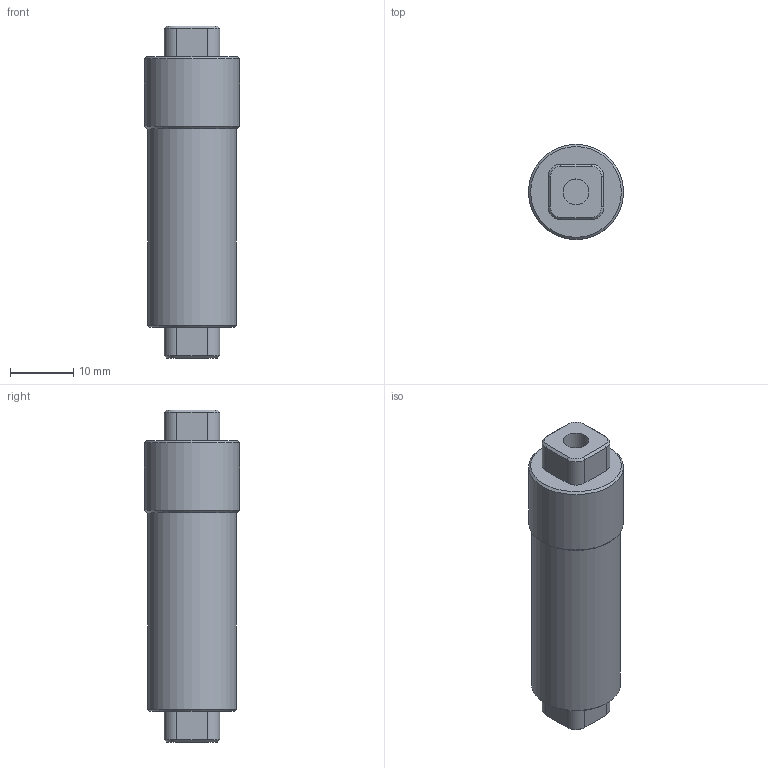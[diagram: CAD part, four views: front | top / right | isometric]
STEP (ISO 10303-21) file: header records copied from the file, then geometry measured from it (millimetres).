
FILE_DESCRIPTION(/* description */ (''),/* implementation_level */ '2;1');
FILE_NAME(/* name */ '4120 hub shaft .step',/* time_stamp */ '2024-03-15T14:15:20-04:00',/* author */ (''),/* organization */ (''),/* preprocessor_version */ 'ST-DEVELOPER v20',/* originating_system */ 'Autodesk Translation Framework v12.20.1.177',/* authorisation */ '');
FILE_SCHEMA (('AUTOMOTIVE_DESIGN { 1 0 10303 214 3 1 1 }'));
Length unit declared in the file: inch
Products named in the file (1): 4120 hub shaft
Bounding box: 15 x 15 x 52.39 mm (x, y, z)
Volume: 7286.9 mm3; surface area: 2776.7 mm2
Topology: 1 solids, 1 shells, 46 faces, 98 edges, 59 vertices
Faces by surface type: plane 23, cylinder 12, cone 11
Full cylindrical faces by diameter (mm): 4.067 x2, 14 x1, 15 x1
Entity records: 1260 total; most frequent: DIRECTION 227, CARTESIAN_POINT 204, ORIENTED_EDGE 196, EDGE_CURVE 98, AXIS2_PLACEMENT_3D 82, LINE 63, VECTOR 63, VERTEX_POINT 59
